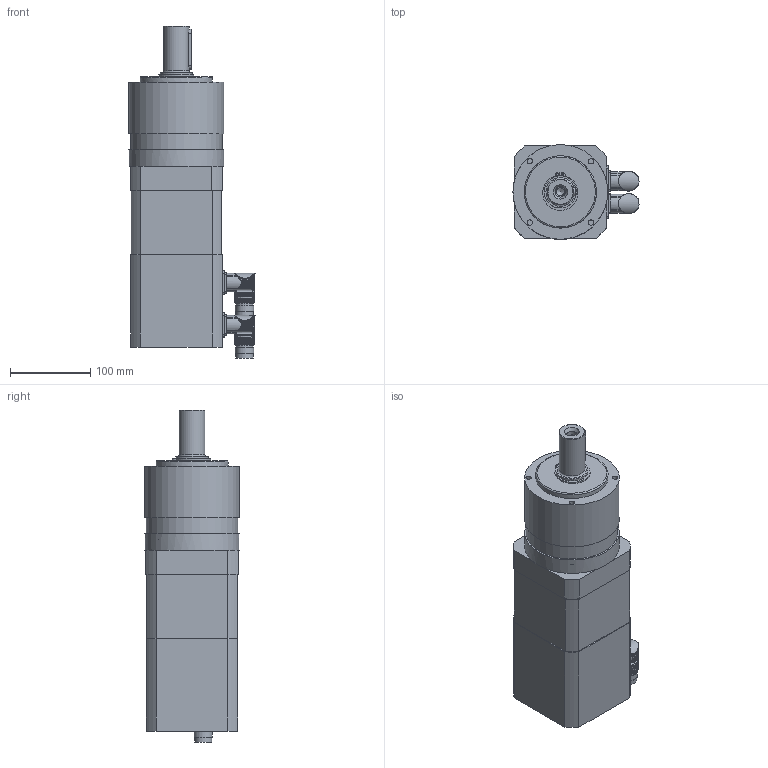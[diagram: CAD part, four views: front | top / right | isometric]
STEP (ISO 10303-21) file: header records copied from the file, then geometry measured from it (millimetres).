
FILE_DESCRIPTION(/* description */ (''),/* implementation_level */ '2;1');
FILE_NAME(/* name */ 'KSG468D_MF_R4_PLG120',/* time_stamp */ '2009-02-11T13:21:07+01:00',/* author */ (''),/* organization */ (''),/* preprocessor_version */ 'ST-DEVELOPER v8',/* originating_system */ 'UNIGRAPHICS SOLUTIONS - UNIGRAPHICS 18.0',/* authorisation */ '');
FILE_SCHEMA (('AUTOMOTIVE_DESIGN { 1 2 10303 214 0 1 1 1 }'));
Length unit declared in the file: millimetre
Products named in the file (3): Getrieberumpf_SG4_PLG120_0; Winkelflanschdose_0; KSG464D-MF-R4_PLG120_0
Assembly tree (3 placements, depth 2):
  KSG464D-MF-R4_PLG120_0
    Winkelflanschdose_0  x2
    Getrieberumpf_SG4_PLG120_0
Bounding box: 156.99 x 118 x 413.65 mm (x, y, z)
Volume: 3879918 mm3; surface area: 248432.2 mm2
Topology: 4 solids, 6 shells, 841 faces, 2267 edges, 1449 vertices
Faces by surface type: cylinder 500, plane 199, torus 112, cone 21, sphere 9
Full cylindrical faces by diameter (mm): 2 x4, 2.5 x4, 6.6 x4, 6.647 x8, 9 x1, 10.106 x1, 11 x4, 13 x1, 16 x2, 20 x3, 21 x2, 21.5 x2, 23 x4, 30 x1, 32 x1, 34.2 x1, 37.5 x1, 38 x2, 40 x2, 46 x1, 47 x2, 49.5 x1, 52 x2, 55 x4, 58 x1, 90 x1, 111 x1, 114 x1, 118 x2
Entity records: 21025 total; most frequent: CARTESIAN_POINT 4732, DIRECTION 3532, ORIENTED_EDGE 3288, EDGE_CURVE 1644, AXIS2_PLACEMENT_3D 1521, VERTEX_POINT 1075, CIRCLE 839, EDGE_LOOP 817
